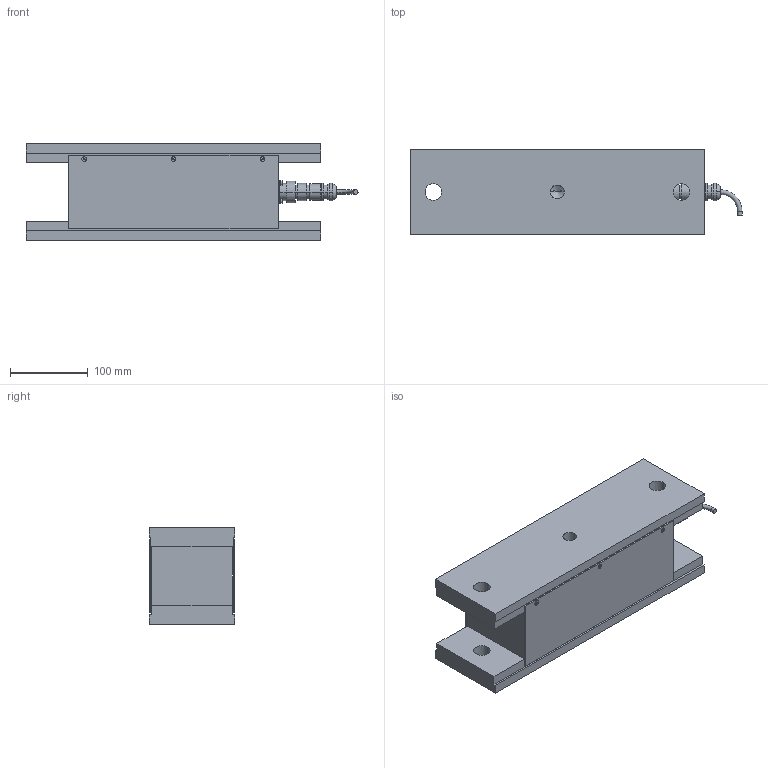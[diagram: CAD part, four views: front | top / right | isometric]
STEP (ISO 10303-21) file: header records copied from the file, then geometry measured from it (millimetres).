
FILE_DESCRIPTION((''),'2;1');
FILE_NAME('50267.stp','2007-08-28T10:19:07',(''),(''),'Mechanical Desktop 2007','Mechanical Desktop 2007',', , ');
FILE_SCHEMA(('CONFIG_CONTROL_DESIGN'));
Length unit declared in the file: millimetre
Products named in the file (14): U50267; U4996704; TEIL1; U48466; TEIL1A; KABELDOSE_PG_AMPH_4-POL; KABELDOSE_PG_AMPH_4-POLA; FEDERRING_M3A; FEDERRING_M3; I-6KT_SCHRAUBE_M3X8A; I-6KT_SCHRAUBE_M3X8; SENKSCHRAUBE_I-6KT_M3X8_ROSTF; SENKSCHRAUBE_I-6KT_M3X8_ROSTFA; RM_SDB
Assembly tree (27 placements, depth 3):
  U50267
    U4996704
      TEIL1
    U48466  x2
      TEIL1A
    KABELDOSE_PG_AMPH_4-POL
      KABELDOSE_PG_AMPH_4-POLA
    FEDERRING_M3A  x4
      FEDERRING_M3
    I-6KT_SCHRAUBE_M3X8A  x4
      I-6KT_SCHRAUBE_M3X8
    SENKSCHRAUBE_I-6KT_M3X8_ROSTF  x6
      SENKSCHRAUBE_I-6KT_M3X8_ROSTFA
    RM_SDB  x3
Bounding box: 428 x 110 x 125 mm (x, y, z)
Volume: 4230038.4 mm3; surface area: 341501.6 mm2
Topology: 18 solids, 18 shells, 371 faces, 831 edges, 514 vertices
Faces by surface type: cylinder 158, plane 133, cone 68, torus 12
Entity records: 6326 total; most frequent: DIRECTION 1173, CARTESIAN_POINT 1009, ORIENTED_EDGE 934, EDGE_CURVE 467, AXIS2_PLACEMENT_3D 466, VERTEX_POINT 301, EDGE_LOOP 268, VECTOR 241
